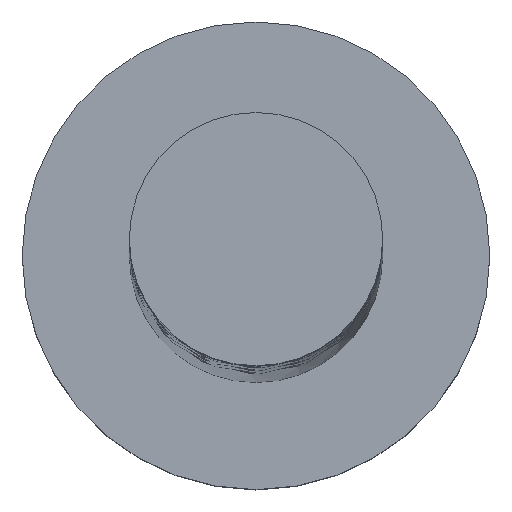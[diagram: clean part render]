
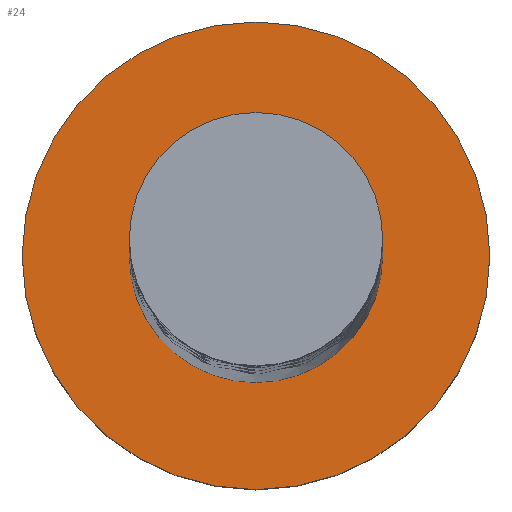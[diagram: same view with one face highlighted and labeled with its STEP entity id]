
A CAD part, top view. The second image highlights one B-rep face of the part: STEP entity #24.
In plain terms, the highlighted planar face has unit normal (0, 0, 1).
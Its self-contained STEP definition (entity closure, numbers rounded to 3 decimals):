
#24 = ADVANCED_FACE ( 'NONE', ( #228, #1781 ), #1642, .T. ) ;
#51 = DIRECTION ( 'NONE',  ( 0., 0., 1. ) ) ;
#56 = AXIS2_PLACEMENT_3D ( 'NONE', #126, #1275, #158 ) ;
#126 = CARTESIAN_POINT ( 'NONE',  ( 0., 0., 5. ) ) ;
#158 = DIRECTION ( 'NONE',  ( 1., 0., 0. ) ) ;
#195 = CARTESIAN_POINT ( 'NONE',  ( 0., 0., 5. ) ) ;
#206 = VERTEX_POINT ( 'NONE', #314 ) ;
#228 = FACE_BOUND ( 'NONE', #629, .T. ) ;
#254 = EDGE_CURVE ( 'NONE', #1735, #206, #323, .T. ) ;
#264 = CIRCLE ( 'NONE', #1315, 6. ) ;
#314 = CARTESIAN_POINT ( 'NONE',  ( -6., 0., 5. ) ) ;
#323 = CIRCLE ( 'NONE', #56, 6. ) ;
#330 = CARTESIAN_POINT ( 'NONE',  ( 6., 0., 5. ) ) ;
#608 = CARTESIAN_POINT ( 'NONE',  ( 0., 0., 5. ) ) ;
#629 = EDGE_LOOP ( 'NONE', ( #647, #877 ) ) ;
#647 = ORIENTED_EDGE ( 'NONE', *, *, #779, .F. ) ;
#688 = DIRECTION ( 'NONE',  ( 0., 0., 1. ) ) ;
#701 = CARTESIAN_POINT ( 'NONE',  ( 0., 0., 5. ) ) ;
#779 = EDGE_CURVE ( 'NONE', #869, #1132, #1405, .T. ) ;
#782 = DIRECTION ( 'NONE',  ( 1., 0., 0. ) ) ;
#825 = AXIS2_PLACEMENT_3D ( 'NONE', #1234, #688, #1670 ) ;
#839 = ORIENTED_EDGE ( 'NONE', *, *, #1617, .T. ) ;
#869 = VERTEX_POINT ( 'NONE', #1733 ) ;
#877 = ORIENTED_EDGE ( 'NONE', *, *, #1690, .F. ) ;
#912 = DIRECTION ( 'NONE',  ( 0., 0., 1. ) ) ;
#913 = AXIS2_PLACEMENT_3D ( 'NONE', #701, #1691, #1123 ) ;
#1123 = DIRECTION ( 'NONE',  ( 1., 0., 0. ) ) ;
#1132 = VERTEX_POINT ( 'NONE', #1265 ) ;
#1175 = CIRCLE ( 'NONE', #1524, 3.25 ) ;
#1234 = CARTESIAN_POINT ( 'NONE',  ( 0., 0., 5. ) ) ;
#1265 = CARTESIAN_POINT ( 'NONE',  ( 3.25, 0., 5. ) ) ;
#1275 = DIRECTION ( 'NONE',  ( 0., 0., 1. ) ) ;
#1315 = AXIS2_PLACEMENT_3D ( 'NONE', #195, #912, #1469 ) ;
#1405 = CIRCLE ( 'NONE', #913, 3.25 ) ;
#1469 = DIRECTION ( 'NONE',  ( 1., 0., 0. ) ) ;
#1500 = ORIENTED_EDGE ( 'NONE', *, *, #254, .T. ) ;
#1524 = AXIS2_PLACEMENT_3D ( 'NONE', #608, #51, #782 ) ;
#1617 = EDGE_CURVE ( 'NONE', #206, #1735, #264, .T. ) ;
#1642 = PLANE ( 'NONE',  #825 ) ;
#1670 = DIRECTION ( 'NONE',  ( 1., 0., 0. ) ) ;
#1690 = EDGE_CURVE ( 'NONE', #1132, #869, #1175, .T. ) ;
#1691 = DIRECTION ( 'NONE',  ( 0., 0., 1. ) ) ;
#1733 = CARTESIAN_POINT ( 'NONE',  ( -3.25, 0., 5. ) ) ;
#1735 = VERTEX_POINT ( 'NONE', #330 ) ;
#1746 = EDGE_LOOP ( 'NONE', ( #839, #1500 ) ) ;
#1781 = FACE_OUTER_BOUND ( 'NONE', #1746, .T. ) ;
